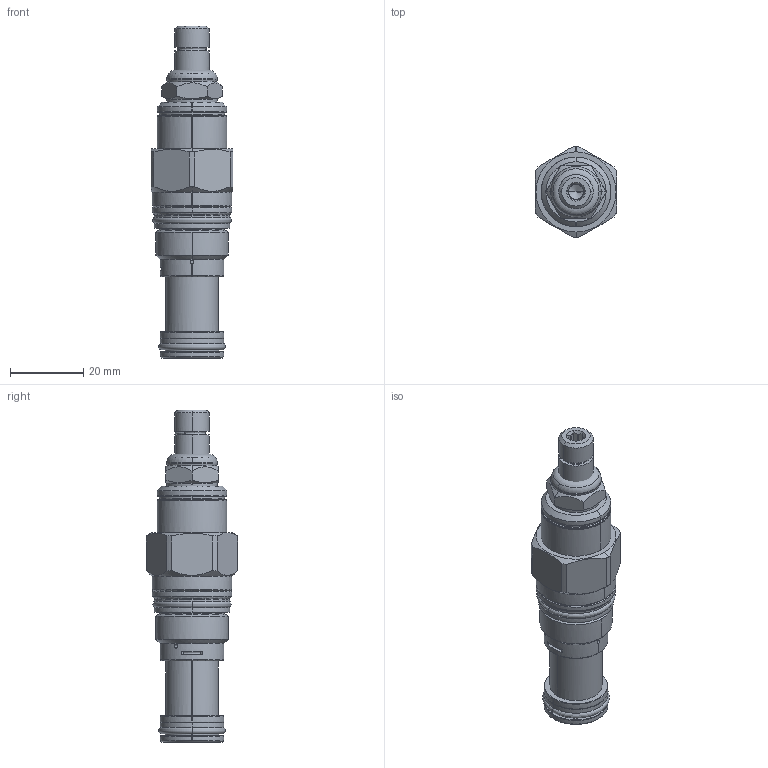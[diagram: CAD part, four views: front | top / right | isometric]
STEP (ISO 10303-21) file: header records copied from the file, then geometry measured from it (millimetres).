
FILE_DESCRIPTION((''),'2;1');
FILE_NAME('RBACLAN_SW_PRT','2019-01-07T',('charlief'),(''),'PRO/ENGINEER BY PARAMETRIC TECHNOLOGY CORPORATION, 2016010','PRO/ENGINEER BY PARAMETRIC TECHNOLOGY CORPORATION, 2016010','');
FILE_SCHEMA(('CONFIG_CONTROL_DESIGN'));
Products named in the file (1): RBACLAN_SW_PRT
Bounding box: 22.23 x 24.84 x 90.5 mm (x, y, z)
Surface area: 9384.4 mm2 (no closed solid volume)
Topology: 0 solids, 0 shells, 237 faces, 1142 edges, 1123 vertices
Faces by surface type: bspline 205, torus 32
Entity records: 47403 total; most frequent: CARTESIAN_POINT 37205, DIRECTION 1707, TRIMMED_CURVE 1347, DEFINITIONAL_REPRESENTATION 1106, PCURVE 1106, COMPOSITE_CURVE_SEGMENT 1106, VECTOR 1051, LINE 1051
